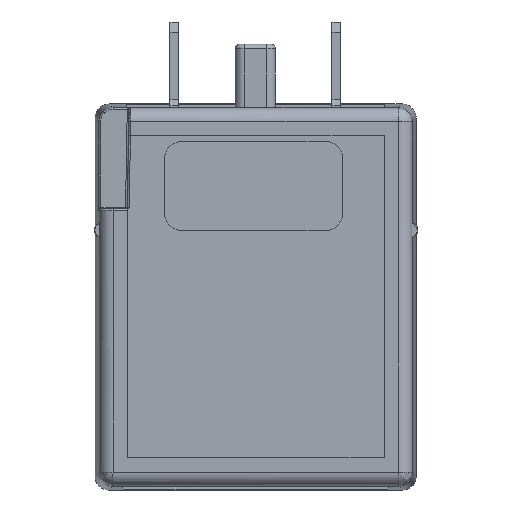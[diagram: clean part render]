
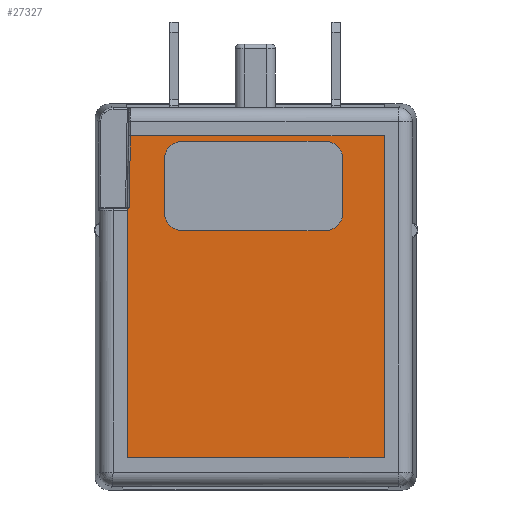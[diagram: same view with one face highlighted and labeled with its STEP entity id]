
A CAD part, front view. The second image highlights one B-rep face of the part: STEP entity #27327.
In plain terms, the highlighted planar face has unit normal (0, -1, 0).
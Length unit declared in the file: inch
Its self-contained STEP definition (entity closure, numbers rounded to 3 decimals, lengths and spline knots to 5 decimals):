
#9 = CARTESIAN_POINT ( 'NONE',  ( 0.19258, -0.96457, -0.58054 ) ) ;
#317 = FACE_OUTER_BOUND ( 'NONE', #37190, .T. ) ;
#375 = ORIENTED_EDGE ( 'NONE', *, *, #8068, .T. ) ;
#1443 = EDGE_CURVE ( 'NONE', #8531, #2004, #21005, .T. ) ;
#1619 = VERTEX_POINT ( 'NONE', #38750 ) ;
#2004 = VERTEX_POINT ( 'NONE', #21665 ) ;
#2072 = LINE ( 'NONE', #33695, #17648 ) ;
#3322 = DIRECTION ( 'NONE',  ( 0., -1., 0. ) ) ;
#3675 = DIRECTION ( 'NONE',  ( -1., 0., 0. ) ) ;
#3928 = DIRECTION ( 'NONE',  ( 0., 0., -1. ) ) ;
#4739 = LINE ( 'NONE', #8397, #32076 ) ;
#5797 = DIRECTION ( 'NONE',  ( -0.017, 0., -1. ) ) ;
#8068 = EDGE_CURVE ( 'NONE', #1619, #27124, #4739, .T. ) ;
#8397 = CARTESIAN_POINT ( 'NONE',  ( 0.1924, -0.96457, -0.59038 ) ) ;
#8531 = VERTEX_POINT ( 'NONE', #38589 ) ;
#9438 = ORIENTED_EDGE ( 'NONE', *, *, #31190, .T. ) ;
#9524 = ORIENTED_EDGE ( 'NONE', *, *, #18224, .T. ) ;
#9835 = EDGE_CURVE ( 'NONE', #2004, #21883, #38452, .T. ) ;
#13445 = AXIS2_PLACEMENT_3D ( 'NONE', #31020, #3322, #3928 ) ;
#14054 = B_SPLINE_CURVE_WITH_KNOTS ( 'NONE', 3,
 ( #43080, #37037, #16274, #37333 ),
 .UNSPECIFIED., .F., .F.,
 ( 4, 4 ),
 ( 0.00032, 0.00036 ),
 .UNSPECIFIED. ) ;
#14314 = ORIENTED_EDGE ( 'NONE', *, *, #43980, .T. ) ;
#16274 = CARTESIAN_POINT ( 'NONE',  ( 0.18169, -0.96457, -0.5889 ) ) ;
#17121 = PLANE ( 'NONE',  #13445 ) ;
#17648 = VECTOR ( 'NONE', #36098, 39.37008 ) ;
#18221 = CARTESIAN_POINT ( 'NONE',  ( 0.18643, -0.96457, -0.58661 ) ) ;
#18224 = EDGE_CURVE ( 'NONE', #27124, #33884, #29829, .T. ) ;
#21005 = LINE ( 'NONE', #34397, #30052 ) ;
#21400 = CARTESIAN_POINT ( 'NONE',  ( 1.61996, -0.96457, -0.18122 ) ) ;
#21665 = CARTESIAN_POINT ( 'NONE',  ( 1.61996, -0.96457, -1.98414 ) ) ;
#21883 = VERTEX_POINT ( 'NONE', #26893 ) ;
#22536 = ORIENTED_EDGE ( 'NONE', *, *, #9835, .T. ) ;
#25704 = CARTESIAN_POINT ( 'NONE',  ( 0.18259, -0.96457, -0.58848 ) ) ;
#26893 = CARTESIAN_POINT ( 'NONE',  ( 1.61996, -0.96457, -0.18122 ) ) ;
#27117 = DIRECTION ( 'NONE',  ( 1., 0., 0. ) ) ;
#27124 = VERTEX_POINT ( 'NONE', #9 ) ;
#27327 = ADVANCED_FACE ( 'NONE', ( #317 ), #17121, .T. ) ;
#27921 = ORIENTED_EDGE ( 'NONE', *, *, #28705, .T. ) ;
#28684 = CARTESIAN_POINT ( 'NONE',  ( 0.19258, -0.96457, -0.58054 ) ) ;
#28705 = EDGE_CURVE ( 'NONE', #33884, #36398, #14054, .T. ) ;
#29829 = B_SPLINE_CURVE_WITH_KNOTS ( 'NONE', 3,
 ( #28684, #42444, #18221, #25704 ),
 .UNSPECIFIED., .F., .F.,
 ( 4, 4 ),
 ( 0., 0.00032 ),
 .UNSPECIFIED. ) ;
#29859 = ORIENTED_EDGE ( 'NONE', *, *, #1443, .T. ) ;
#30052 = VECTOR ( 'NONE', #27117, 39.37008 ) ;
#31020 = CARTESIAN_POINT ( 'NONE',  ( 1.61996, -0.96457, -0.18122 ) ) ;
#31190 = EDGE_CURVE ( 'NONE', #36398, #8531, #2072, .T. ) ;
#32076 = VECTOR ( 'NONE', #5797, 39.37008 ) ;
#33495 = DIRECTION ( 'NONE',  ( 0., 0., 1. ) ) ;
#33695 = CARTESIAN_POINT ( 'NONE',  ( 0.18122, -0.96457, -1.98414 ) ) ;
#33884 = VERTEX_POINT ( 'NONE', #35197 ) ;
#33937 = VECTOR ( 'NONE', #3675, 39.37008 ) ;
#34397 = CARTESIAN_POINT ( 'NONE',  ( 1.61996, -0.96457, -1.98414 ) ) ;
#35197 = CARTESIAN_POINT ( 'NONE',  ( 0.18259, -0.96457, -0.58848 ) ) ;
#36020 = CARTESIAN_POINT ( 'NONE',  ( 0.18122, -0.96457, -0.58909 ) ) ;
#36098 = DIRECTION ( 'NONE',  ( 0., 0., -1. ) ) ;
#36398 = VERTEX_POINT ( 'NONE', #36020 ) ;
#36841 = VECTOR ( 'NONE', #33495, 39.37008 ) ;
#37037 = CARTESIAN_POINT ( 'NONE',  ( 0.18215, -0.96457, -0.5887 ) ) ;
#37190 = EDGE_LOOP ( 'NONE', ( #14314, #375, #9524, #27921, #9438, #29859, #22536 ) ) ;
#37333 = CARTESIAN_POINT ( 'NONE',  ( 0.18122, -0.96457, -0.58909 ) ) ;
#38452 = LINE ( 'NONE', #43569, #36841 ) ;
#38589 = CARTESIAN_POINT ( 'NONE',  ( 0.18122, -0.96457, -1.98414 ) ) ;
#38750 = CARTESIAN_POINT ( 'NONE',  ( 0.19955, -0.96457, -0.18122 ) ) ;
#39845 = LINE ( 'NONE', #21400, #33937 ) ;
#42444 = CARTESIAN_POINT ( 'NONE',  ( 0.18955, -0.96457, -0.58356 ) ) ;
#43080 = CARTESIAN_POINT ( 'NONE',  ( 0.18259, -0.96457, -0.58848 ) ) ;
#43569 = CARTESIAN_POINT ( 'NONE',  ( 1.61996, -0.96457, -1.98414 ) ) ;
#43980 = EDGE_CURVE ( 'NONE', #21883, #1619, #39845, .T. ) ;
